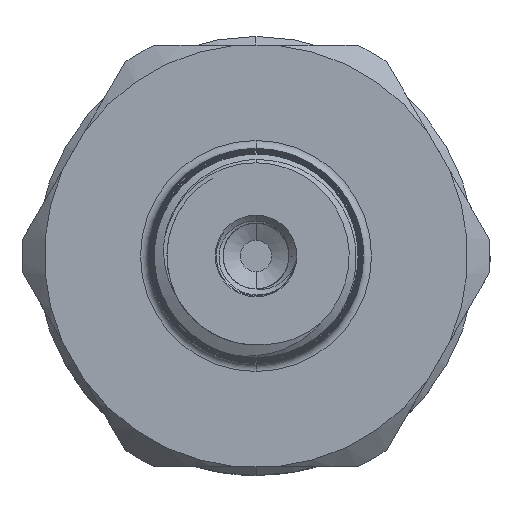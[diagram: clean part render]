
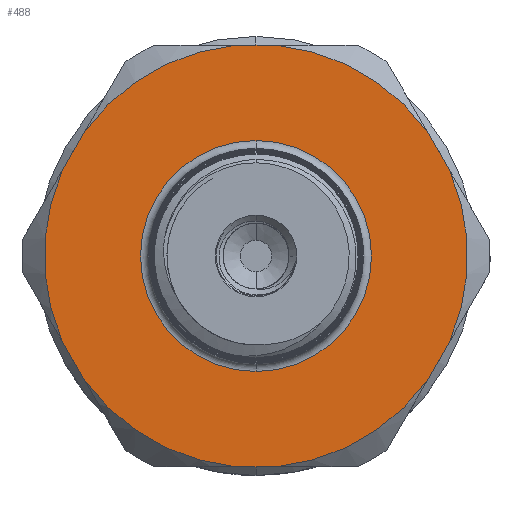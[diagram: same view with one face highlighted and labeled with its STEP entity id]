
A CAD part, front view. The second image highlights one B-rep face of the part: STEP entity #488.
In plain terms, the highlighted planar face has unit normal (0, -1, 0).
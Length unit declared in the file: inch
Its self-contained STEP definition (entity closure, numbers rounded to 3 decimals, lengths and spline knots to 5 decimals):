
#8 = CARTESIAN_POINT ( 'NONE',  ( 0.45688, -0.12205, -0.26378 ) ) ;
#131 = AXIS2_PLACEMENT_3D ( 'NONE', #4718, #12761, #9235 ) ;
#136 = ORIENTED_EDGE ( 'NONE', *, *, #8344, .T. ) ;
#235 = CARTESIAN_POINT ( 'NONE',  ( -0.42931, -0.12205, 0.31153 ) ) ;
#245 = CARTESIAN_POINT ( 'NONE',  ( 0., -0.12205, -0.52756 ) ) ;
#249 = FACE_BOUND ( 'NONE', #663, .T. ) ;
#473 = EDGE_CURVE ( 'NONE', #5441, #12715, #7157, .T. ) ;
#488 = ADVANCED_FACE ( 'NONE', ( #249, #7052 ), #2725, .F. ) ;
#663 = EDGE_LOOP ( 'NONE', ( #12568, #5570 ) ) ;
#761 = ORIENTED_EDGE ( 'NONE', *, *, #7784, .T. ) ;
#837 = EDGE_LOOP ( 'NONE', ( #1746, #2916, #5862, #12091, #7049, #4923, #3192, #5651, #2688, #136, #761, #14173 ) ) ;
#927 = VERTEX_POINT ( 'NONE', #14563 ) ;
#1536 = LINE ( 'NONE', #12720, #1819 ) ;
#1658 = AXIS2_PLACEMENT_3D ( 'NONE', #6978, #10366, #5780 ) ;
#1746 = ORIENTED_EDGE ( 'NONE', *, *, #2323, .T. ) ;
#1819 = VECTOR ( 'NONE', #10674, 39.37008 ) ;
#1859 = CARTESIAN_POINT ( 'NONE',  ( -0.42931, -0.12205, -0.31153 ) ) ;
#1931 = DIRECTION ( 'NONE',  ( -0.5, 0., -0.866 ) ) ;
#2145 = AXIS2_PLACEMENT_3D ( 'NONE', #14044, #3545, #8406 ) ;
#2216 = DIRECTION ( 'NONE',  ( 0., 0., -1. ) ) ;
#2323 = EDGE_CURVE ( 'NONE', #9337, #12269, #3007, .T. ) ;
#2331 = VERTEX_POINT ( 'NONE', #235 ) ;
#2429 = EDGE_CURVE ( 'NONE', #13676, #7321, #7945, .T. ) ;
#2688 = ORIENTED_EDGE ( 'NONE', *, *, #5115, .T. ) ;
#2725 = PLANE ( 'NONE',  #1658 ) ;
#2734 = DIRECTION ( 'NONE',  ( 0., -1., 0. ) ) ;
#2790 = DIRECTION ( 'NONE',  ( 1., 0., 0. ) ) ;
#2916 = ORIENTED_EDGE ( 'NONE', *, *, #11408, .T. ) ;
#3007 = CIRCLE ( 'NONE', #131, 0.53043 ) ;
#3192 = ORIENTED_EDGE ( 'NONE', *, *, #6862, .T. ) ;
#3332 = CARTESIAN_POINT ( 'NONE',  ( 0., -0.12205, 0. ) ) ;
#3346 = CIRCLE ( 'NONE', #5012, 0.53043 ) ;
#3383 = DIRECTION ( 'NONE',  ( -1., 0., 0. ) ) ;
#3545 = DIRECTION ( 'NONE',  ( 0., -1., 0. ) ) ;
#3551 = DIRECTION ( 'NONE',  ( 0., -1., 0. ) ) ;
#3751 = CIRCLE ( 'NONE', #13578, 0.53043 ) ;
#3924 = CARTESIAN_POINT ( 'NONE',  ( 0.48445, -0.12205, -0.21603 ) ) ;
#4028 = VECTOR ( 'NONE', #1931, 39.37008 ) ;
#4090 = AXIS2_PLACEMENT_3D ( 'NONE', #7966, #3551, #12561 ) ;
#4202 = VECTOR ( 'NONE', #2790, 39.37008 ) ;
#4323 = CIRCLE ( 'NONE', #9128, 0.28937 ) ;
#4552 = DIRECTION ( 'NONE',  ( 0., -1., 0. ) ) ;
#4574 = DIRECTION ( 'NONE',  ( 0.5, 0., 0.866 ) ) ;
#4618 = VERTEX_POINT ( 'NONE', #5435 ) ;
#4640 = CARTESIAN_POINT ( 'NONE',  ( 0., -0.12205, 0. ) ) ;
#4718 = CARTESIAN_POINT ( 'NONE',  ( 0., -0.12205, 0. ) ) ;
#4901 = VECTOR ( 'NONE', #4574, 39.37008 ) ;
#4923 = ORIENTED_EDGE ( 'NONE', *, *, #8412, .T. ) ;
#5012 = AXIS2_PLACEMENT_3D ( 'NONE', #3332, #12488, #2216 ) ;
#5068 = LINE ( 'NONE', #11906, #12466 ) ;
#5115 = EDGE_CURVE ( 'NONE', #4618, #2331, #10804, .T. ) ;
#5334 = VERTEX_POINT ( 'NONE', #13983 ) ;
#5348 = LINE ( 'NONE', #245, #4202 ) ;
#5435 = CARTESIAN_POINT ( 'NONE',  ( -0.05514, -0.12205, 0.52756 ) ) ;
#5441 = VERTEX_POINT ( 'NONE', #12859 ) ;
#5548 = LINE ( 'NONE', #13666, #13085 ) ;
#5570 = ORIENTED_EDGE ( 'NONE', *, *, #473, .F. ) ;
#5651 = ORIENTED_EDGE ( 'NONE', *, *, #13956, .T. ) ;
#5780 = DIRECTION ( 'NONE',  ( 1., 0., 0. ) ) ;
#5808 = CARTESIAN_POINT ( 'NONE',  ( -0.48445, -0.12205, -0.21603 ) ) ;
#5862 = ORIENTED_EDGE ( 'NONE', *, *, #11762, .T. ) ;
#6325 = CARTESIAN_POINT ( 'NONE',  ( -0.48445, -0.12205, 0.21603 ) ) ;
#6613 = EDGE_CURVE ( 'NONE', #12715, #5441, #4323, .T. ) ;
#6862 = EDGE_CURVE ( 'NONE', #8731, #5334, #14149, .T. ) ;
#6978 = CARTESIAN_POINT ( 'NONE',  ( 0., -0.12205, 0. ) ) ;
#7049 = ORIENTED_EDGE ( 'NONE', *, *, #13408, .T. ) ;
#7052 = FACE_OUTER_BOUND ( 'NONE', #837, .T. ) ;
#7157 = CIRCLE ( 'NONE', #2145, 0.28937 ) ;
#7217 = CARTESIAN_POINT ( 'NONE',  ( 0., -0.12205, 0. ) ) ;
#7285 = DIRECTION ( 'NONE',  ( 0., 0., -1. ) ) ;
#7321 = VERTEX_POINT ( 'NONE', #3924 ) ;
#7360 = CARTESIAN_POINT ( 'NONE',  ( 0.42931, -0.12205, -0.31153 ) ) ;
#7614 = CARTESIAN_POINT ( 'NONE',  ( -0.45688, -0.12205, 0.26378 ) ) ;
#7656 = AXIS2_PLACEMENT_3D ( 'NONE', #4640, #8089, #7790 ) ;
#7784 = EDGE_CURVE ( 'NONE', #11770, #9806, #3346, .T. ) ;
#7790 = DIRECTION ( 'NONE',  ( 0., 0., -1. ) ) ;
#7945 = LINE ( 'NONE', #8, #4901 ) ;
#7966 = CARTESIAN_POINT ( 'NONE',  ( 0., -0.12205, 0. ) ) ;
#8089 = DIRECTION ( 'NONE',  ( 0., -1., 0. ) ) ;
#8344 = EDGE_CURVE ( 'NONE', #2331, #11770, #14168, .T. ) ;
#8406 = DIRECTION ( 'NONE',  ( 0., 0., -1. ) ) ;
#8412 = EDGE_CURVE ( 'NONE', #9863, #8731, #5068, .T. ) ;
#8500 = CIRCLE ( 'NONE', #10431, 0.53043 ) ;
#8731 = VERTEX_POINT ( 'NONE', #9755 ) ;
#8734 = DIRECTION ( 'NONE',  ( 0., 0., -1. ) ) ;
#8910 = CARTESIAN_POINT ( 'NONE',  ( 0., -0.12205, 0. ) ) ;
#9128 = AXIS2_PLACEMENT_3D ( 'NONE', #7217, #2734, #7285 ) ;
#9235 = DIRECTION ( 'NONE',  ( 0., 0., -1. ) ) ;
#9337 = VERTEX_POINT ( 'NONE', #1859 ) ;
#9659 = DIRECTION ( 'NONE',  ( -0.5, 0., 0.866 ) ) ;
#9755 = CARTESIAN_POINT ( 'NONE',  ( 0.42931, -0.12205, 0.31153 ) ) ;
#9806 = VERTEX_POINT ( 'NONE', #5808 ) ;
#9863 = VERTEX_POINT ( 'NONE', #12733 ) ;
#10366 = DIRECTION ( 'NONE',  ( 0., 1., 0. ) ) ;
#10431 = AXIS2_PLACEMENT_3D ( 'NONE', #14224, #13399, #8734 ) ;
#10674 = DIRECTION ( 'NONE',  ( 0.5, 0., -0.866 ) ) ;
#10804 = CIRCLE ( 'NONE', #4090, 0.53043 ) ;
#11408 = EDGE_CURVE ( 'NONE', #12269, #927, #5348, .T. ) ;
#11762 = EDGE_CURVE ( 'NONE', #927, #13676, #8500, .T. ) ;
#11770 = VERTEX_POINT ( 'NONE', #6325 ) ;
#11906 = CARTESIAN_POINT ( 'NONE',  ( 0.45688, -0.12205, 0.26378 ) ) ;
#12091 = ORIENTED_EDGE ( 'NONE', *, *, #2429, .T. ) ;
#12195 = EDGE_CURVE ( 'NONE', #9806, #9337, #1536, .T. ) ;
#12269 = VERTEX_POINT ( 'NONE', #12793 ) ;
#12466 = VECTOR ( 'NONE', #9659, 39.37008 ) ;
#12488 = DIRECTION ( 'NONE',  ( 0., -1., 0. ) ) ;
#12561 = DIRECTION ( 'NONE',  ( 0., 0., -1. ) ) ;
#12568 = ORIENTED_EDGE ( 'NONE', *, *, #6613, .F. ) ;
#12715 = VERTEX_POINT ( 'NONE', #13403 ) ;
#12720 = CARTESIAN_POINT ( 'NONE',  ( -0.45688, -0.12205, -0.26378 ) ) ;
#12733 = CARTESIAN_POINT ( 'NONE',  ( 0.48445, -0.12205, 0.21603 ) ) ;
#12761 = DIRECTION ( 'NONE',  ( 0., -1., 0. ) ) ;
#12793 = CARTESIAN_POINT ( 'NONE',  ( -0.05514, -0.12205, -0.52756 ) ) ;
#12859 = CARTESIAN_POINT ( 'NONE',  ( 0., -0.12205, 0.28937 ) ) ;
#13085 = VECTOR ( 'NONE', #3383, 39.37008 ) ;
#13399 = DIRECTION ( 'NONE',  ( 0., -1., 0. ) ) ;
#13403 = CARTESIAN_POINT ( 'NONE',  ( 0., -0.12205, -0.28937 ) ) ;
#13408 = EDGE_CURVE ( 'NONE', #7321, #9863, #3751, .T. ) ;
#13578 = AXIS2_PLACEMENT_3D ( 'NONE', #8910, #4552, #14618 ) ;
#13666 = CARTESIAN_POINT ( 'NONE',  ( 0., -0.12205, 0.52756 ) ) ;
#13676 = VERTEX_POINT ( 'NONE', #7360 ) ;
#13956 = EDGE_CURVE ( 'NONE', #5334, #4618, #5548, .T. ) ;
#13983 = CARTESIAN_POINT ( 'NONE',  ( 0.05514, -0.12205, 0.52756 ) ) ;
#14044 = CARTESIAN_POINT ( 'NONE',  ( 0., -0.12205, 0. ) ) ;
#14149 = CIRCLE ( 'NONE', #7656, 0.53043 ) ;
#14168 = LINE ( 'NONE', #7614, #4028 ) ;
#14173 = ORIENTED_EDGE ( 'NONE', *, *, #12195, .T. ) ;
#14224 = CARTESIAN_POINT ( 'NONE',  ( 0., -0.12205, 0. ) ) ;
#14563 = CARTESIAN_POINT ( 'NONE',  ( 0.05514, -0.12205, -0.52756 ) ) ;
#14618 = DIRECTION ( 'NONE',  ( 0., 0., -1. ) ) ;
